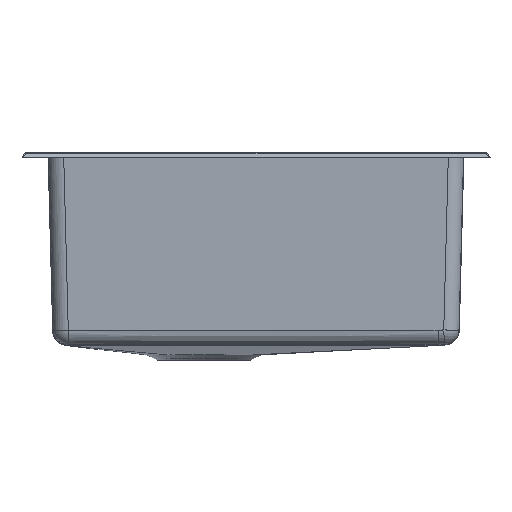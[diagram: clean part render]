
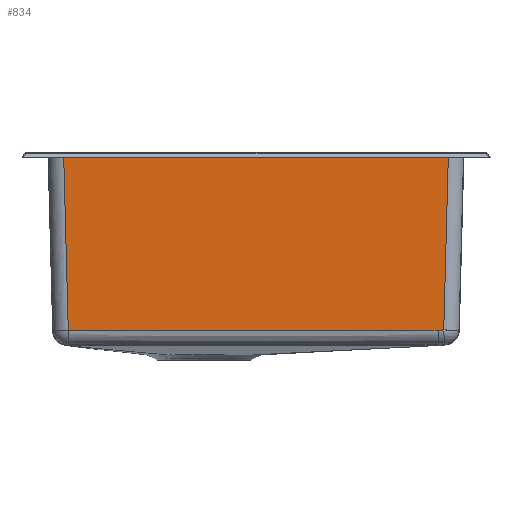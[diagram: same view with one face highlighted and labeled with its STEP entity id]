
A CAD part, left-side view. The second image highlights one B-rep face of the part: STEP entity #834.
In plain terms, the highlighted planar face has unit normal (-1, 0, -0.026).
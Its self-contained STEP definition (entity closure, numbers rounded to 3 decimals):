
#514=LINE('',#8428,#646);
#521=LINE('',#8450,#653);
#525=LINE('',#8458,#657);
#646=VECTOR('',#4511,1.);
#653=VECTOR('',#4532,1.);
#657=VECTOR('',#4544,1.);
#834=ADVANCED_FACE('',(#1127),#986,.F.);
#986=PLANE('',#3923);
#1127=FACE_OUTER_BOUND('',#1372,.T.);
#1372=EDGE_LOOP('',(#2037,#2038,#2039,#2040,#2041));
#2037=ORIENTED_EDGE('',*,*,#3292,.T.);
#2038=ORIENTED_EDGE('',*,*,#3296,.T.);
#2039=ORIENTED_EDGE('',*,*,#3281,.T.);
#2040=ORIENTED_EDGE('',*,*,#3263,.T.);
#2041=ORIENTED_EDGE('',*,*,#3262,.T.);
#2830=VERTEX_POINT('',#8017);
#2838=VERTEX_POINT('',#8223);
#2839=VERTEX_POINT('',#8253);
#2846=VERTEX_POINT('',#8429);
#2853=VERTEX_POINT('',#8449);
#3262=EDGE_CURVE('',#2830,#2838,#3637,.T.);
#3263=EDGE_CURVE('',#2839,#2830,#3638,.T.);
#3281=EDGE_CURVE('',#2846,#2839,#514,.T.);
#3292=EDGE_CURVE('',#2838,#2853,#521,.T.);
#3296=EDGE_CURVE('',#2853,#2846,#525,.T.);
#3637=B_SPLINE_CURVE_WITH_KNOTS('',3,(#8224,#8225,#8226,#8227),.UNSPECIFIED.,
.F.,.F.,(4,4),(0.,1.),.UNSPECIFIED.);
#3638=B_SPLINE_CURVE_WITH_KNOTS('',3,(#8240,#8241,#8242,#8243,#8244,#8245,
#8246,#8247,#8248,#8249,#8250,#8251,#8252),.UNSPECIFIED.,.F.,.F.,(4,3,3,
3,4),(0.,0.151,0.508,0.864,1.),.UNSPECIFIED.);
#3923=AXIS2_PLACEMENT_3D('',#8459,#4545,#4546);
#4511=DIRECTION('',(0.026,-0.026,-0.999));
#4532=DIRECTION('',(-0.026,-0.026,0.999));
#4544=DIRECTION('',(0.,1.,0.));
#4545=DIRECTION('',(1.,0.,0.026));
#4546=DIRECTION('',(0.026,0.,-1.));
#8017=CARTESIAN_POINT('',(-574.513,-175.006,-166.38));
#8223=CARTESIAN_POINT('',(-574.52,-180.525,-166.106));
#8224=CARTESIAN_POINT('',(-574.513,-175.006,-166.38));
#8225=CARTESIAN_POINT('',(-574.515,-176.846,-166.289));
#8226=CARTESIAN_POINT('',(-574.517,-178.685,-166.198));
#8227=CARTESIAN_POINT('',(-574.52,-180.525,-166.106));
#8240=CARTESIAN_POINT('',(-574.511,180.516,-166.457));
#8241=CARTESIAN_POINT('',(-574.51,162.614,-166.478));
#8242=CARTESIAN_POINT('',(-574.51,144.712,-166.498));
#8243=CARTESIAN_POINT('',(-574.509,126.81,-166.514));
#8244=CARTESIAN_POINT('',(-574.508,84.54,-166.553));
#8245=CARTESIAN_POINT('',(-574.508,42.27,-166.568));
#8246=CARTESIAN_POINT('',(-574.508,0.,-166.554));
#8247=CARTESIAN_POINT('',(-574.508,-42.269,-166.539));
#8248=CARTESIAN_POINT('',(-574.51,-84.539,-166.495));
#8249=CARTESIAN_POINT('',(-574.511,-126.809,-166.442));
#8250=CARTESIAN_POINT('',(-574.511,-142.874,-166.422));
#8251=CARTESIAN_POINT('',(-574.512,-158.94,-166.401));
#8252=CARTESIAN_POINT('',(-574.513,-175.006,-166.38));
#8253=CARTESIAN_POINT('',(-574.511,180.516,-166.457));
#8428=CARTESIAN_POINT('',(-578.873,184.878,0.136));
#8429=CARTESIAN_POINT('',(-578.898,184.903,1.079));
#8449=CARTESIAN_POINT('',(-578.898,-184.903,1.079));
#8450=CARTESIAN_POINT('',(-578.873,-184.878,0.136));
#8458=CARTESIAN_POINT('',(-578.898,0.,1.079));
#8459=CARTESIAN_POINT('',(-579.,0.,4.974));
